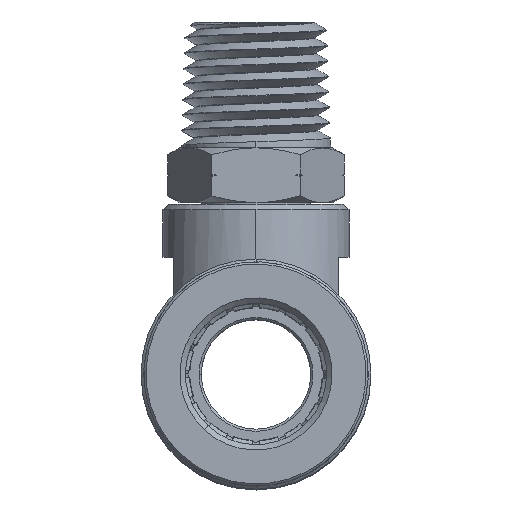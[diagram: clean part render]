
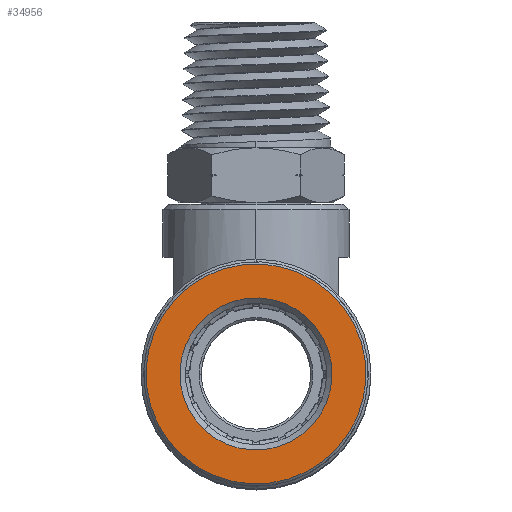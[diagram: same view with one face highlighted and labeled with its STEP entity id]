
A CAD part, top view. The second image highlights one B-rep face of the part: STEP entity #34956.
In plain terms, the highlighted planar face has unit normal (0, 0, 1).
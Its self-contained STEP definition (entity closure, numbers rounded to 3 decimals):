
#56 = EDGE_CURVE ( 'NONE', #29797, #45547, #31081, .T. ) ;
#3075 = CIRCLE ( 'NONE', #37173, 10.05 ) ;
#4267 = ORIENTED_EDGE ( 'NONE', *, *, #26054, .T. ) ;
#4364 = EDGE_CURVE ( 'NONE', #45239, #13018, #3075, .T. ) ;
#5588 = CARTESIAN_POINT ( 'NONE',  ( 0., 0., 21.192 ) ) ;
#6810 = CARTESIAN_POINT ( 'NONE',  ( 6.833, 7.37, 21.192 ) ) ;
#8688 = AXIS2_PLACEMENT_3D ( 'NONE', #17515, #45535, #21539 ) ;
#9647 = DIRECTION ( 'NONE',  ( 0.68, 0.733, 0. ) ) ;
#11759 = DIRECTION ( 'NONE',  ( 0., 0., 1. ) ) ;
#12893 = CIRCLE ( 'NONE', #13927, 6.95 ) ;
#13018 = VERTEX_POINT ( 'NONE', #44736 ) ;
#13416 = EDGE_LOOP ( 'NONE', ( #25010, #4267 ) ) ;
#13927 = AXIS2_PLACEMENT_3D ( 'NONE', #5588, #33808, #9647 ) ;
#17515 = CARTESIAN_POINT ( 'NONE',  ( 0., 0., 21.192 ) ) ;
#17616 = CARTESIAN_POINT ( 'NONE',  ( -4.725, -5.096, 21.192 ) ) ;
#19140 = DIRECTION ( 'NONE',  ( 0., 0., -1. ) ) ;
#19949 = CARTESIAN_POINT ( 'NONE',  ( 0., 0., 21.192 ) ) ;
#21539 = DIRECTION ( 'NONE',  ( -0.68, -0.733, 0. ) ) ;
#23963 = DIRECTION ( 'NONE',  ( -0.68, -0.733, 0. ) ) ;
#25010 = ORIENTED_EDGE ( 'NONE', *, *, #56, .T. ) ;
#26054 = EDGE_CURVE ( 'NONE', #45547, #29797, #12893, .T. ) ;
#26752 = ORIENTED_EDGE ( 'NONE', *, *, #51096, .T. ) ;
#29797 = VERTEX_POINT ( 'NONE', #48224 ) ;
#31081 = CIRCLE ( 'NONE', #36541, 6.95 ) ;
#33808 = DIRECTION ( 'NONE',  ( 0., 0., -1. ) ) ;
#34956 = ADVANCED_FACE ( 'NONE', ( #45712, #35070 ), #43572, .T. ) ;
#35070 = FACE_OUTER_BOUND ( 'NONE', #42640, .T. ) ;
#35849 = CARTESIAN_POINT ( 'NONE',  ( 0., 0., 21.192 ) ) ;
#36541 = AXIS2_PLACEMENT_3D ( 'NONE', #43134, #19140, #47186 ) ;
#37173 = AXIS2_PLACEMENT_3D ( 'NONE', #19949, #47967, #23963 ) ;
#38735 = CIRCLE ( 'NONE', #8688, 10.05 ) ;
#39399 = AXIS2_PLACEMENT_3D ( 'NONE', #35849, #11759, #39889 ) ;
#39889 = DIRECTION ( 'NONE',  ( 0.68, 0.733, 0. ) ) ;
#42640 = EDGE_LOOP ( 'NONE', ( #26752, #51651 ) ) ;
#43134 = CARTESIAN_POINT ( 'NONE',  ( 0., 0., 21.192 ) ) ;
#43572 = PLANE ( 'NONE',  #39399 ) ;
#44736 = CARTESIAN_POINT ( 'NONE',  ( -6.833, -7.37, 21.192 ) ) ;
#45239 = VERTEX_POINT ( 'NONE', #6810 ) ;
#45535 = DIRECTION ( 'NONE',  ( 0., 0., 1. ) ) ;
#45547 = VERTEX_POINT ( 'NONE', #17616 ) ;
#45712 = FACE_BOUND ( 'NONE', #13416, .T. ) ;
#47186 = DIRECTION ( 'NONE',  ( 0.68, 0.733, 0. ) ) ;
#47967 = DIRECTION ( 'NONE',  ( 0., 0., 1. ) ) ;
#48224 = CARTESIAN_POINT ( 'NONE',  ( 4.725, 5.096, 21.192 ) ) ;
#51096 = EDGE_CURVE ( 'NONE', #13018, #45239, #38735, .T. ) ;
#51651 = ORIENTED_EDGE ( 'NONE', *, *, #4364, .T. ) ;
